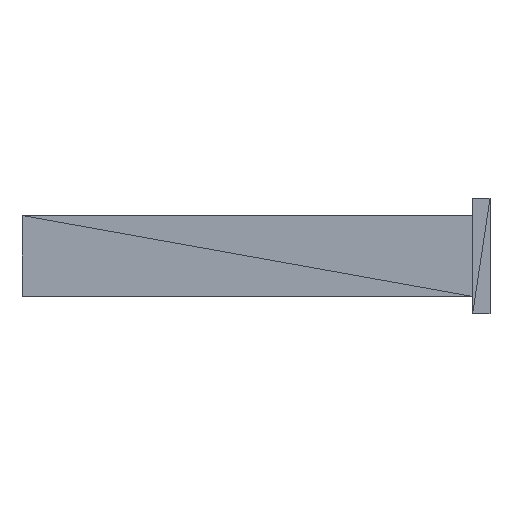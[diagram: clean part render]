
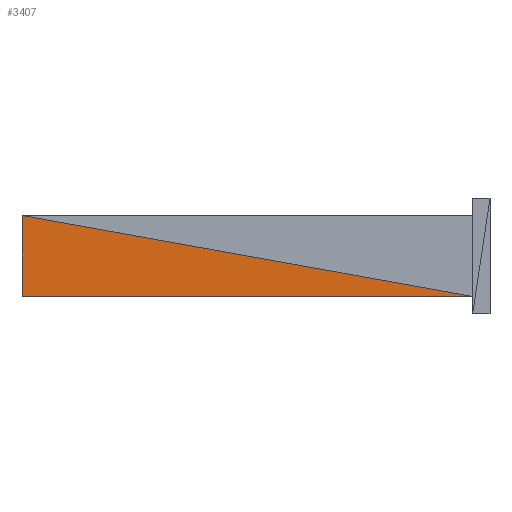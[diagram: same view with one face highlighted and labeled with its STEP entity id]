
A CAD part, left-side view. The second image highlights one B-rep face of the part: STEP entity #3407.
In plain terms, the highlighted planar face has unit normal (-1, 0, 0).
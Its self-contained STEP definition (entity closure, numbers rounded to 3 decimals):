
#2449 = VERTEX_POINT('',#2450);
#2450 = CARTESIAN_POINT('',(-10.,3.,0.));
#3390 = VERTEX_POINT('',#3391);
#3391 = CARTESIAN_POINT('',(-10.,81.,14.));
#3397 = EDGE_CURVE('',#3390,#2449,#3398,.T.);
#3398 = LINE('',#3399,#3400);
#3399 = CARTESIAN_POINT('',(-10.,81.,14.));
#3400 = VECTOR('',#3401,1.);
#3401 = DIRECTION('',(0.,-0.984,-0.177));
#3407 = ADVANCED_FACE('',(#3408),#3425,.T.);
#3408 = FACE_BOUND('',#3409,.T.);
#3409 = EDGE_LOOP('',(#3410,#3418,#3419));
#3410 = ORIENTED_EDGE('',*,*,#3411,.T.);
#3411 = EDGE_CURVE('',#3412,#2449,#3414,.T.);
#3412 = VERTEX_POINT('',#3413);
#3413 = CARTESIAN_POINT('',(-10.,81.,0.));
#3414 = LINE('',#3415,#3416);
#3415 = CARTESIAN_POINT('',(-10.,81.,0.));
#3416 = VECTOR('',#3417,1.);
#3417 = DIRECTION('',(0.,-1.,0.));
#3418 = ORIENTED_EDGE('',*,*,#3397,.F.);
#3419 = ORIENTED_EDGE('',*,*,#3420,.T.);
#3420 = EDGE_CURVE('',#3390,#3412,#3421,.T.);
#3421 = LINE('',#3422,#3423);
#3422 = CARTESIAN_POINT('',(-10.,81.,14.));
#3423 = VECTOR('',#3424,1.);
#3424 = DIRECTION('',(0.,0.,-1.));
#3425 = PLANE('',#3426);
#3426 = AXIS2_PLACEMENT_3D('',#3427,#3428,#3429);
#3427 = CARTESIAN_POINT('',(-10.,45.188,3.812));
#3428 = DIRECTION('',(-1.,-0.,-0.));
#3429 = DIRECTION('',(0.,0.,-1.));
